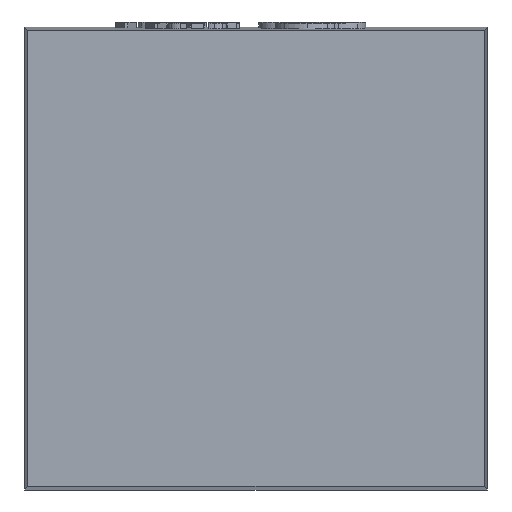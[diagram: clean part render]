
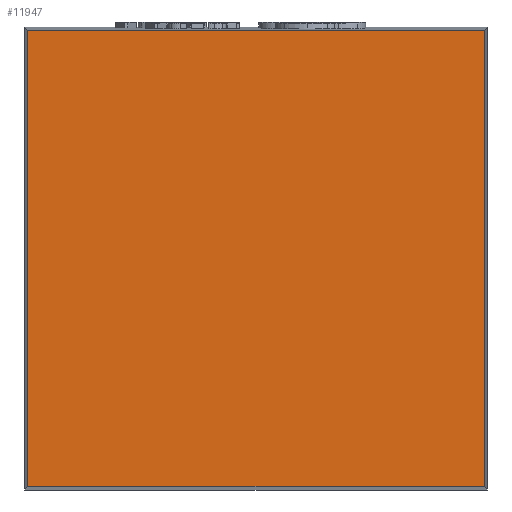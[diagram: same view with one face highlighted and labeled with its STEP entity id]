
A CAD part, top view. The second image highlights one B-rep face of the part: STEP entity #11947.
In plain terms, the highlighted planar face has unit normal (0, 0, 1).
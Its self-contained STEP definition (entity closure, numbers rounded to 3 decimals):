
#457 = ORIENTED_EDGE ( 'NONE', *, *, #3892, .T. ) ;
#609 = CARTESIAN_POINT ( 'NONE',  ( -0.394, 0.4, 0.32 ) ) ;
#992 = CARTESIAN_POINT ( 'NONE',  ( 0., 0., 0.32 ) ) ;
#1357 = CARTESIAN_POINT ( 'NONE',  ( 0.394, -0.4, 0.32 ) ) ;
#1623 = VECTOR ( 'NONE', #1877, 1000. ) ;
#1877 = DIRECTION ( 'NONE',  ( -1., 0., 0. ) ) ;
#2233 = EDGE_CURVE ( 'NONE', #13127, #15098, #13359, .T. ) ;
#2593 = VECTOR ( 'NONE', #5090, 1000. ) ;
#2786 = VERTEX_POINT ( 'NONE', #12098 ) ;
#2886 = VECTOR ( 'NONE', #9640, 1000. ) ;
#3428 = EDGE_CURVE ( 'NONE', #2786, #12122, #7018, .T. ) ;
#3892 = EDGE_CURVE ( 'NONE', #12122, #13127, #5006, .T. ) ;
#3980 = ORIENTED_EDGE ( 'NONE', *, *, #2233, .T. ) ;
#4263 = ORIENTED_EDGE ( 'NONE', *, *, #13583, .T. ) ;
#5006 = LINE ( 'NONE', #1357, #2886 ) ;
#5090 = DIRECTION ( 'NONE',  ( 0., -1., 0. ) ) ;
#5632 = DIRECTION ( 'NONE',  ( 0., 0., 1. ) ) ;
#5716 = AXIS2_PLACEMENT_3D ( 'NONE', #992, #5632, #10321 ) ;
#6009 = CARTESIAN_POINT ( 'NONE',  ( 0.394, 0.394, 0.32 ) ) ;
#6797 = PLANE ( 'NONE',  #5716 ) ;
#7018 = LINE ( 'NONE', #11430, #14633 ) ;
#7494 = LINE ( 'NONE', #609, #2593 ) ;
#8180 = DIRECTION ( 'NONE',  ( 1., 0., 0. ) ) ;
#8788 = CARTESIAN_POINT ( 'NONE',  ( 0.394, -0.394, 0.32 ) ) ;
#8892 = FACE_OUTER_BOUND ( 'NONE', #13956, .T. ) ;
#9640 = DIRECTION ( 'NONE',  ( 0., 1., 0. ) ) ;
#10321 = DIRECTION ( 'NONE',  ( 1., 0., 0. ) ) ;
#10627 = ORIENTED_EDGE ( 'NONE', *, *, #3428, .T. ) ;
#10721 = CARTESIAN_POINT ( 'NONE',  ( -0.394, 0.394, 0.32 ) ) ;
#11430 = CARTESIAN_POINT ( 'NONE',  ( -0.4, -0.394, 0.32 ) ) ;
#11947 = ADVANCED_FACE ( 'NONE', ( #8892 ), #6797, .T. ) ;
#12098 = CARTESIAN_POINT ( 'NONE',  ( -0.394, -0.394, 0.32 ) ) ;
#12122 = VERTEX_POINT ( 'NONE', #8788 ) ;
#12353 = CARTESIAN_POINT ( 'NONE',  ( 0.4, 0.394, 0.32 ) ) ;
#13127 = VERTEX_POINT ( 'NONE', #6009 ) ;
#13359 = LINE ( 'NONE', #12353, #1623 ) ;
#13583 = EDGE_CURVE ( 'NONE', #15098, #2786, #7494, .T. ) ;
#13956 = EDGE_LOOP ( 'NONE', ( #10627, #457, #3980, #4263 ) ) ;
#14633 = VECTOR ( 'NONE', #8180, 1000. ) ;
#15098 = VERTEX_POINT ( 'NONE', #10721 ) ;
